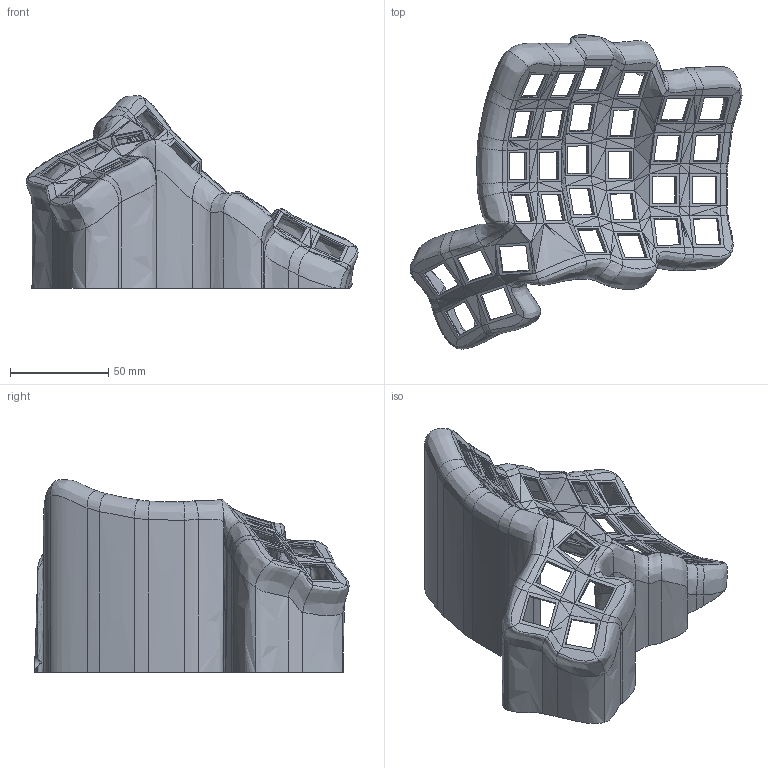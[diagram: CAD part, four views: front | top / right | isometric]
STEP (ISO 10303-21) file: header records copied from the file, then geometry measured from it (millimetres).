
FILE_DESCRIPTION(/* description */ (''),/* implementation_level */ '2;1');
FILE_NAME(/* name */ 'blue_claw_highTenting_5x6right_switch.step',/* time_stamp */ '2024-08-20T11:31:10+02:00',/* author */ (''),/* organization */ (''),/* preprocessor_version */ 'ST-DEVELOPER v20',/* originating_system */ 'Autodesk Translation Framework v13.14.0.145',/* authorisation */ '');
FILE_SCHEMA (('AUTOMOTIVE_DESIGN { 1 0 10303 214 3 1 1 }'));
Length unit declared in the file: millimetre
Products named in the file (44): blue_claw_highTenting_5x6right; blue_claw_highTenting_5x6right_1; Walls; Component45; Web; Switch Holders; Component9; Component10; Component12; Component13; Component14; Component15; Component16; Component17; Component18; Component20; Component21; Component23; Component24; Component25; Component27; Component28; Component30; Component31; Component32; Component34; Component36; Component37; Component39; Component40; Component41; Component42; Component43; Component44; Screw Attachments; Component8; Component11; Component19; Component22; Component26 ...
Assembly tree (43 placements, depth 4):
  blue_claw_highTenting_5x6right
    blue_claw_highTenting_5x6right_1
      Walls
        Component45
      Web
      Switch Holders
        Component9
        Component10
        Component12
        Component13
        Component14
        Component15
        Component16
        Component17
        Component18
        Component20
        Component21
        Component23
        Component24
        Component25
        Component27
        Component28
        Component30
        Component31
        Component32
        Component34
        Component36
        Component37
        Component39
        Component40
        Component41
        Component42
        Component43
        Component44
      Screw Attachments
        Component8
        Component11
        Component19
        Component22
        Component26
        Component29
        Component33
        Component35
        Component38
Bounding box: 168.99 x 160.08 x 98.11 mm (x, y, z)
Volume: 147569.1 mm3; surface area: 103828.6 mm2
Topology: 42 solids, 42 shells, 1261 faces, 2698 edges, 1475 vertices
Faces by surface type: plane 925, bspline 313, cylinder 14, cone 9
Full cylindrical faces by diameter (mm): 4.3 x9, 6.4 x1
Entity records: 39845 total; most frequent: CARTESIAN_POINT 13853, ORIENTED_EDGE 5300, DIRECTION 4273, EDGE_CURVE 2650, LINE 2127, VECTOR 2127, VERTEX_POINT 1475, EDGE_LOOP 1375
